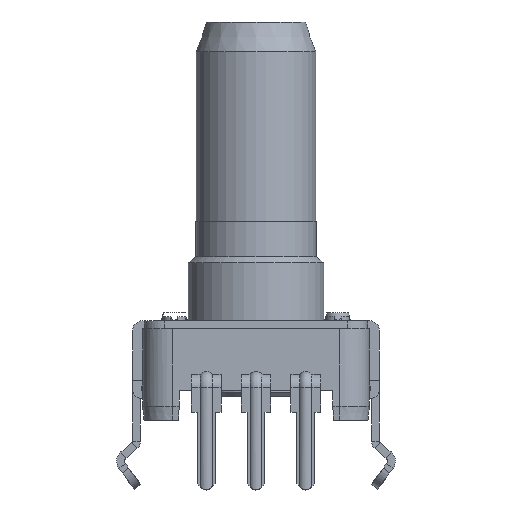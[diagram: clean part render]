
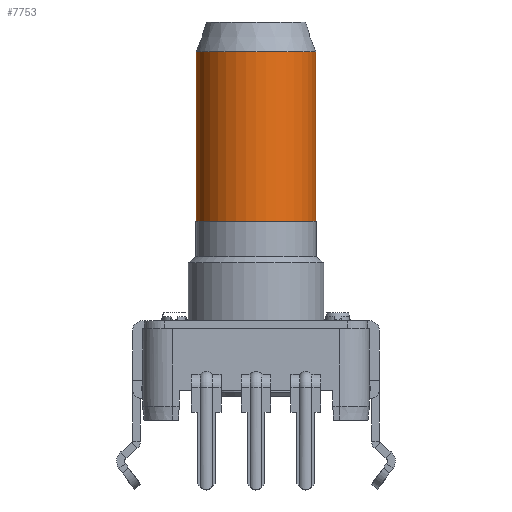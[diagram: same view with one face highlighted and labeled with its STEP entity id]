
A CAD part, front view. The second image highlights one B-rep face of the part: STEP entity #7753.
In plain terms, the highlighted cylindrical face has radius 3 mm (diameter 6 mm), a full revolution.
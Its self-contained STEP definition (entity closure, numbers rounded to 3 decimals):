
#413=FACE_OUTER_BOUND('',#845,.T.);
#845=EDGE_LOOP('',(#5093,#5094,#5095,#5096,#5097,#5098,#5099,#5100));
#1297=LINE('',#11391,#2148);
#1298=LINE('',#11393,#2149);
#1299=LINE('',#11396,#2150);
#2148=VECTOR('',#9012,3.);
#2149=VECTOR('',#9013,1000.);
#2150=VECTOR('',#9016,1000.);
#3013=CIRCLE('',#8242,3.);
#3014=CIRCLE('',#8243,3.);
#3017=CIRCLE('',#8248,3.);
#3018=CIRCLE('',#8249,3.);
#3264=VERTEX_POINT('',#11368);
#3265=VERTEX_POINT('',#11372);
#3266=VERTEX_POINT('',#11374);
#3271=VERTEX_POINT('',#11389);
#3272=VERTEX_POINT('',#11392);
#3273=VERTEX_POINT('',#11394);
#3959=EDGE_CURVE('',#3265,#3264,#3013,.T.);
#3960=EDGE_CURVE('',#3266,#3265,#3014,.T.);
#3966=EDGE_CURVE('',#3271,#3271,#3017,.T.);
#3967=EDGE_CURVE('',#3271,#3265,#1297,.T.);
#3968=EDGE_CURVE('',#3272,#3264,#1298,.T.);
#3969=EDGE_CURVE('',#3273,#3272,#3018,.T.);
#3970=EDGE_CURVE('',#3273,#3266,#1299,.T.);
#5093=ORIENTED_EDGE('',*,*,#3966,.T.);
#5094=ORIENTED_EDGE('',*,*,#3967,.T.);
#5095=ORIENTED_EDGE('',*,*,#3959,.T.);
#5096=ORIENTED_EDGE('',*,*,#3968,.F.);
#5097=ORIENTED_EDGE('',*,*,#3969,.F.);
#5098=ORIENTED_EDGE('',*,*,#3970,.T.);
#5099=ORIENTED_EDGE('',*,*,#3960,.T.);
#5100=ORIENTED_EDGE('',*,*,#3967,.F.);
#7217=CYLINDRICAL_SURFACE('',#8247,3.);
#7753=ADVANCED_FACE('',(#413),#7217,.T.);
#8242=AXIS2_PLACEMENT_3D('',#11373,#8996,#8997);
#8243=AXIS2_PLACEMENT_3D('',#11375,#8998,#8999);
#8247=AXIS2_PLACEMENT_3D('',#11388,#9008,#9009);
#8248=AXIS2_PLACEMENT_3D('',#11390,#9010,#9011);
#8249=AXIS2_PLACEMENT_3D('',#11395,#9014,#9015);
#8996=DIRECTION('center_axis',(0.,0.,
-1.));
#8997=DIRECTION('ref_axis',(-0.94,-0.342,0.));
#8998=DIRECTION('center_axis',(0.,0.,
-1.));
#8999=DIRECTION('ref_axis',(-0.94,-0.342,0.));
#9008=DIRECTION('center_axis',(0.,0.,-1.));
#9009=DIRECTION('ref_axis',(-0.94,-0.342,0.));
#9010=DIRECTION('center_axis',(0.,0.,
1.));
#9011=DIRECTION('ref_axis',(-1.,0.,0.));
#9012=DIRECTION('',(0.,0.,1.));
#9013=DIRECTION('',(0.,0.,1.));
#9014=DIRECTION('center_axis',(0.,0.,1.));
#9015=DIRECTION('ref_axis',(0.94,0.342,0.));
#9016=DIRECTION('',(0.,0.,1.));
#11368=CARTESIAN_POINT('',(-2.598,1.5,16.2));
#11372=CARTESIAN_POINT('',(2.819,1.026,16.2));
#11373=CARTESIAN_POINT('Origin',(0.,0.,
16.2));
#11374=CARTESIAN_POINT('',(2.598,1.5,16.2));
#11375=CARTESIAN_POINT('Origin',(0.,0.,
16.2));
#11388=CARTESIAN_POINT('Origin',(0.,0.,0.771));
#11389=CARTESIAN_POINT('',(2.819,1.026,7.7));
#11390=CARTESIAN_POINT('Origin',(0.,0.,7.7));
#11391=CARTESIAN_POINT('',(2.819,1.026,0.771));
#11392=CARTESIAN_POINT('',(-2.598,1.5,10.7));
#11393=CARTESIAN_POINT('',(-2.598,1.5,10.7));
#11394=CARTESIAN_POINT('',(2.598,1.5,10.7));
#11395=CARTESIAN_POINT('Origin',(0.,0.,10.7));
#11396=CARTESIAN_POINT('',(2.598,1.5,10.7));
